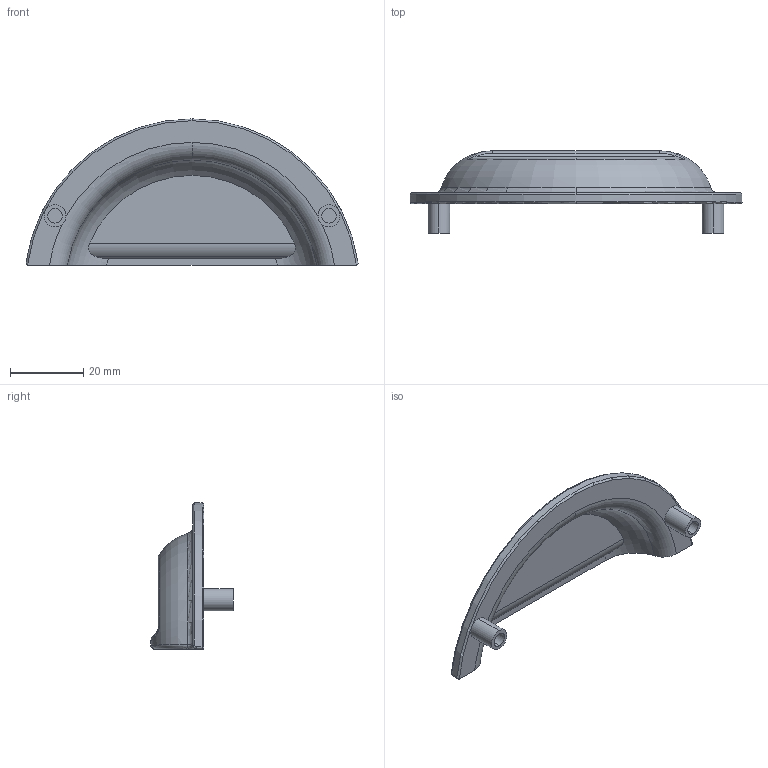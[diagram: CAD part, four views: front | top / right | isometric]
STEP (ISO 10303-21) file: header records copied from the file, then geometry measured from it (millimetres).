
FILE_DESCRIPTION (( 'STEP AP203' ), '1' );
FILE_NAME ('HDL19_STEP_v10421.STEP', '2021-04-21T09:57:43', ( '' ), ( '' ), 'SwSTEP 2.0', 'SolidWorks 2019', '' );
FILE_SCHEMA (( 'CONFIG_CONTROL_DESIGN' ));
Length unit declared in the file: millimetre
Products named in the file (1): HDL19_STEP_v10421
Bounding box: 90.86 x 22.5 x 40 mm (x, y, z)
Volume: 10051.3 mm3; surface area: 7655.1 mm2
Topology: 1 solids, 1 shells, 54 faces, 130 edges, 80 vertices
Faces by surface type: cylinder 17, plane 15, torus 12, bspline 10
Entity records: 2295 total; most frequent: CARTESIAN_POINT 997, DIRECTION 262, ORIENTED_EDGE 260, EDGE_CURVE 130, AXIS2_PLACEMENT_3D 117, VERTEX_POINT 80, CIRCLE 72, EDGE_LOOP 56
